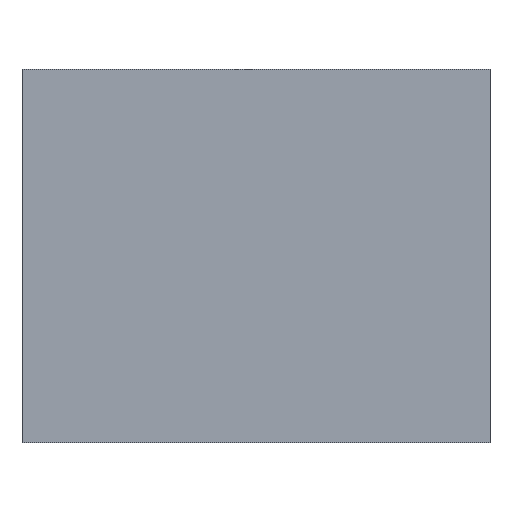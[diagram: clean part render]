
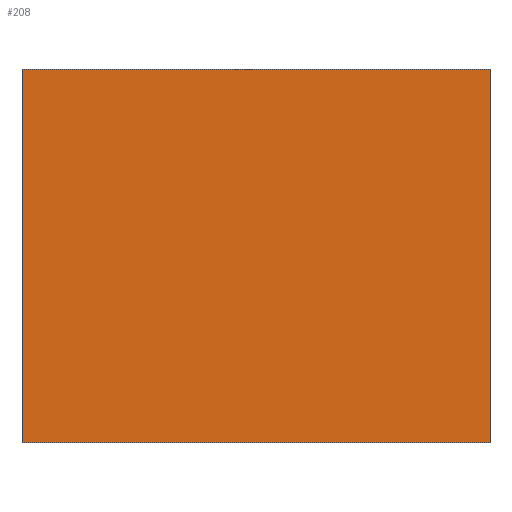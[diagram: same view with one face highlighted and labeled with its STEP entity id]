
A CAD part, top view. The second image highlights one B-rep face of the part: STEP entity #208.
In plain terms, the highlighted planar face has unit normal (0, 0, 1).
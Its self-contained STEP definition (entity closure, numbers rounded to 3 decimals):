
#30=PLANE('',#245);
#44=FACE_OUTER_BOUND('',#62,.T.);
#62=EDGE_LOOP('',(#181,#182,#183,#184));
#70=LINE('',#350,#86);
#78=LINE('',#365,#94);
#79=LINE('',#367,#95);
#80=LINE('',#368,#96);
#86=VECTOR('',#292,10.);
#94=VECTOR('',#304,10.);
#95=VECTOR('',#307,10.);
#96=VECTOR('',#308,10.);
#113=VERTEX_POINT('',#346);
#115=VERTEX_POINT('',#349);
#119=VERTEX_POINT('',#361);
#120=VERTEX_POINT('',#363);
#134=EDGE_CURVE('',#113,#115,#70,.T.);
#142=EDGE_CURVE('',#119,#120,#78,.T.);
#143=EDGE_CURVE('',#119,#113,#79,.T.);
#144=EDGE_CURVE('',#115,#120,#80,.T.);
#181=ORIENTED_EDGE('',*,*,#143,.F.);
#182=ORIENTED_EDGE('',*,*,#142,.T.);
#183=ORIENTED_EDGE('',*,*,#144,.F.);
#184=ORIENTED_EDGE('',*,*,#134,.F.);
#208=ADVANCED_FACE('',(#44),#30,.T.);
#245=AXIS2_PLACEMENT_3D('',#366,#305,#306);
#292=DIRECTION('',(0.,1.,0.));
#304=DIRECTION('',(0.,1.,0.));
#305=DIRECTION('center_axis',(0.,0.,1.));
#306=DIRECTION('ref_axis',(1.,0.,0.));
#307=DIRECTION('',(-1.,0.,0.));
#308=DIRECTION('',(1.,0.,0.));
#346=CARTESIAN_POINT('',(0.,0.,20.));
#349=CARTESIAN_POINT('',(0.,200.,20.));
#350=CARTESIAN_POINT('',(0.,0.,20.));
#361=CARTESIAN_POINT('',(250.8,0.,20.));
#363=CARTESIAN_POINT('',(250.8,200.,20.));
#365=CARTESIAN_POINT('',(250.8,0.,20.));
#366=CARTESIAN_POINT('Origin',(0.,0.,20.));
#367=CARTESIAN_POINT('',(250.8,0.,20.));
#368=CARTESIAN_POINT('',(250.8,200.,20.));
